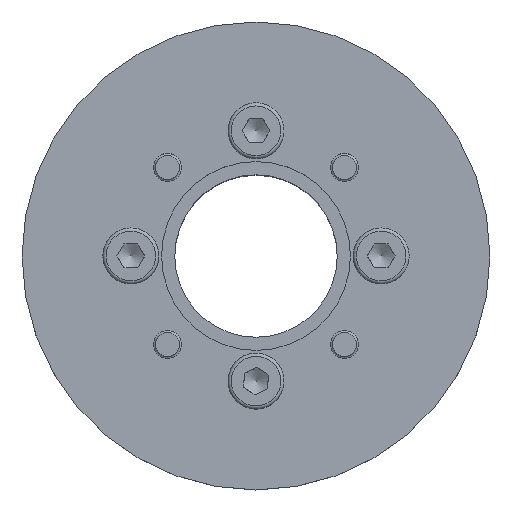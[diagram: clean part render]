
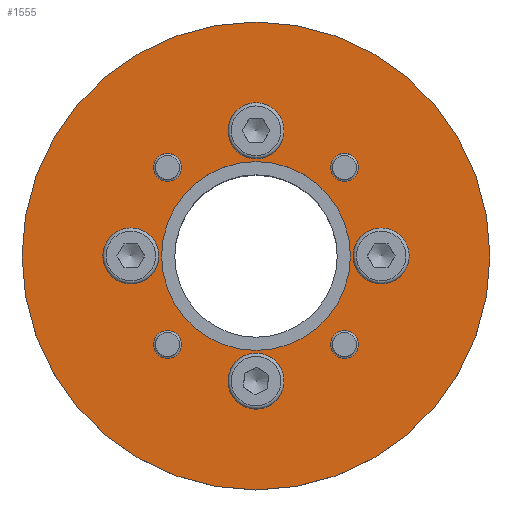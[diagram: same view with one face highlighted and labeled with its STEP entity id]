
A CAD part, top view. The second image highlights one B-rep face of the part: STEP entity #1555.
In plain terms, the highlighted face is planar.
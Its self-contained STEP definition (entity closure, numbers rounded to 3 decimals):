
#127=FACE_BOUND('',#471,.T.);
#128=FACE_BOUND('',#472,.T.);
#129=FACE_BOUND('',#473,.T.);
#130=FACE_BOUND('',#474,.T.);
#131=FACE_BOUND('',#475,.T.);
#132=FACE_BOUND('',#476,.T.);
#133=FACE_BOUND('',#477,.T.);
#134=FACE_BOUND('',#478,.T.);
#135=FACE_BOUND('',#479,.T.);
#157=PLANE('',#1861);
#362=FACE_OUTER_BOUND('',#470,.T.);
#470=EDGE_LOOP('',(#1326));
#471=EDGE_LOOP('',(#1327));
#472=EDGE_LOOP('',(#1328));
#473=EDGE_LOOP('',(#1329));
#474=EDGE_LOOP('',(#1330));
#475=EDGE_LOOP('',(#1331));
#476=EDGE_LOOP('',(#1332));
#477=EDGE_LOOP('',(#1333));
#478=EDGE_LOOP('',(#1334));
#479=EDGE_LOOP('',(#1335));
#607=CIRCLE('',#1832,11.8);
#608=CIRCLE('',#1834,29.25);
#611=CIRCLE('',#1838,1.75);
#613=CIRCLE('',#1841,1.75);
#615=CIRCLE('',#1844,1.75);
#617=CIRCLE('',#1847,1.75);
#618=CIRCLE('',#1849,2.15);
#620=CIRCLE('',#1852,2.15);
#622=CIRCLE('',#1855,2.15);
#624=CIRCLE('',#1858,2.15);
#751=VERTEX_POINT('',#2749);
#752=VERTEX_POINT('',#2753);
#755=VERTEX_POINT('',#2761);
#757=VERTEX_POINT('',#2767);
#759=VERTEX_POINT('',#2773);
#761=VERTEX_POINT('',#2779);
#762=VERTEX_POINT('',#2783);
#764=VERTEX_POINT('',#2789);
#766=VERTEX_POINT('',#2795);
#768=VERTEX_POINT('',#2801);
#942=EDGE_CURVE('',#751,#751,#607,.F.);
#943=EDGE_CURVE('',#752,#752,#608,.F.);
#948=EDGE_CURVE('',#755,#755,#611,.F.);
#951=EDGE_CURVE('',#757,#757,#613,.F.);
#954=EDGE_CURVE('',#759,#759,#615,.F.);
#957=EDGE_CURVE('',#761,#761,#617,.F.);
#958=EDGE_CURVE('',#762,#762,#618,.F.);
#961=EDGE_CURVE('',#764,#764,#620,.F.);
#964=EDGE_CURVE('',#766,#766,#622,.F.);
#967=EDGE_CURVE('',#768,#768,#624,.F.);
#1326=ORIENTED_EDGE('',*,*,#943,.T.);
#1327=ORIENTED_EDGE('',*,*,#942,.T.);
#1328=ORIENTED_EDGE('',*,*,#948,.T.);
#1329=ORIENTED_EDGE('',*,*,#951,.T.);
#1330=ORIENTED_EDGE('',*,*,#954,.T.);
#1331=ORIENTED_EDGE('',*,*,#957,.T.);
#1332=ORIENTED_EDGE('',*,*,#958,.T.);
#1333=ORIENTED_EDGE('',*,*,#961,.T.);
#1334=ORIENTED_EDGE('',*,*,#964,.T.);
#1335=ORIENTED_EDGE('',*,*,#967,.T.);
#1555=ADVANCED_FACE('',(#362,#127,#128,#129,#130,#131,#132,#133,#134,#135),
#157,.T.);
#1832=AXIS2_PLACEMENT_3D('',#2751,#2247,#2248);
#1834=AXIS2_PLACEMENT_3D('',#2754,#2251,#2252);
#1838=AXIS2_PLACEMENT_3D('',#2763,#2261,#2262);
#1841=AXIS2_PLACEMENT_3D('',#2769,#2268,#2269);
#1844=AXIS2_PLACEMENT_3D('',#2775,#2275,#2276);
#1847=AXIS2_PLACEMENT_3D('',#2781,#2282,#2283);
#1849=AXIS2_PLACEMENT_3D('',#2784,#2286,#2287);
#1852=AXIS2_PLACEMENT_3D('',#2790,#2293,#2294);
#1855=AXIS2_PLACEMENT_3D('',#2796,#2300,#2301);
#1858=AXIS2_PLACEMENT_3D('',#2802,#2307,#2308);
#1861=AXIS2_PLACEMENT_3D('',#2807,#2314,#2315);
#2247=DIRECTION('center_axis',(0.,1.,0.));
#2248=DIRECTION('ref_axis',(-1.,0.,0.));
#2251=DIRECTION('center_axis',(0.,-1.,0.));
#2252=DIRECTION('ref_axis',(-1.,0.,0.));
#2261=DIRECTION('center_axis',(0.,1.,0.));
#2262=DIRECTION('ref_axis',(0.,0.,-1.));
#2268=DIRECTION('center_axis',(0.,1.,0.));
#2269=DIRECTION('ref_axis',(1.,0.,0.));
#2275=DIRECTION('center_axis',(0.,1.,0.));
#2276=DIRECTION('ref_axis',(0.,0.,1.));
#2282=DIRECTION('center_axis',(0.,1.,0.));
#2283=DIRECTION('ref_axis',(-1.,0.,0.));
#2286=DIRECTION('center_axis',(0.,1.,0.));
#2287=DIRECTION('ref_axis',(0.,0.,-1.));
#2293=DIRECTION('center_axis',(0.,1.,0.));
#2294=DIRECTION('ref_axis',(1.,0.,0.));
#2300=DIRECTION('center_axis',(0.,1.,0.));
#2301=DIRECTION('ref_axis',(0.,0.,1.));
#2307=DIRECTION('center_axis',(0.,1.,0.));
#2308=DIRECTION('ref_axis',(-1.,0.,0.));
#2314=DIRECTION('center_axis',(0.,1.,0.));
#2315=DIRECTION('ref_axis',(0.,0.,1.));
#2749=CARTESIAN_POINT('',(11.8,-1.5,0.));
#2751=CARTESIAN_POINT('Origin',(0.,-1.5,0.));
#2753=CARTESIAN_POINT('',(29.25,-1.5,0.));
#2754=CARTESIAN_POINT('Origin',(0.,-1.5,0.));
#2761=CARTESIAN_POINT('',(-11.066,-1.5,12.816));
#2763=CARTESIAN_POINT('Origin',(-11.066,-1.5,11.066));
#2767=CARTESIAN_POINT('',(-12.816,-1.5,-11.066));
#2769=CARTESIAN_POINT('Origin',(-11.066,-1.5,-11.066));
#2773=CARTESIAN_POINT('',(11.066,-1.5,-12.816));
#2775=CARTESIAN_POINT('Origin',(11.066,-1.5,-11.066));
#2779=CARTESIAN_POINT('',(12.816,-1.5,11.066));
#2781=CARTESIAN_POINT('Origin',(11.066,-1.5,11.066));
#2783=CARTESIAN_POINT('',(0.,-1.5,-13.5));
#2784=CARTESIAN_POINT('Origin',(0.,-1.5,
-15.65));
#2789=CARTESIAN_POINT('',(13.5,-1.5,0.));
#2790=CARTESIAN_POINT('Origin',(15.65,-1.5,0.));
#2795=CARTESIAN_POINT('',(0.,-1.5,13.5));
#2796=CARTESIAN_POINT('Origin',(0.,-1.5,
15.65));
#2801=CARTESIAN_POINT('',(-13.5,-1.5,0.));
#2802=CARTESIAN_POINT('Origin',(-15.65,-1.5,0.));
#2807=CARTESIAN_POINT('Origin',(-18.5,-1.5,0.));
